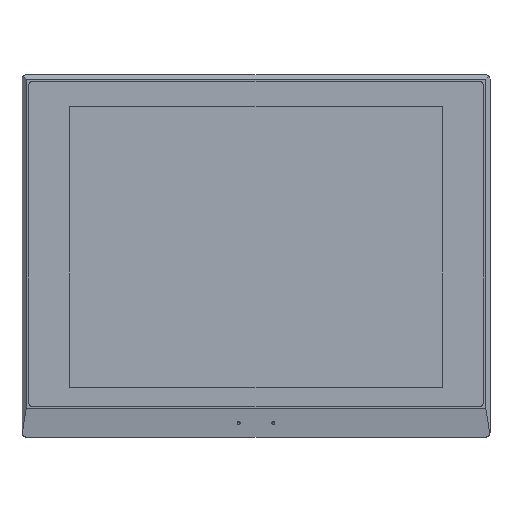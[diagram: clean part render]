
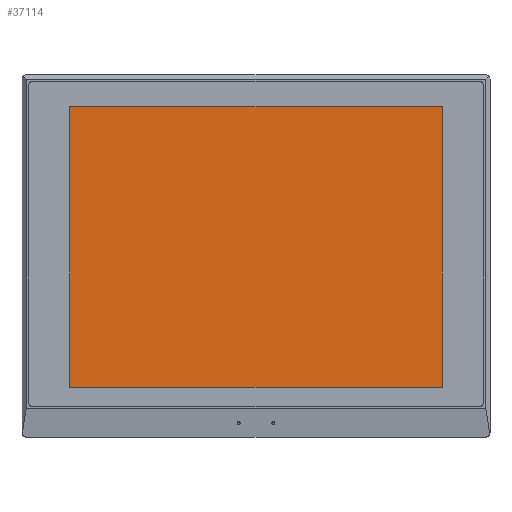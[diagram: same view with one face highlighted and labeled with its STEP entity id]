
A CAD part, top view. The second image highlights one B-rep face of the part: STEP entity #37114.
In plain terms, the highlighted planar face has unit normal (0, 0, 1).
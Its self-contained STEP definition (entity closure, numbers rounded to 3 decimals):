
#1512 = VECTOR ( 'NONE', #32033, 1000. ) ;
#1975 = LINE ( 'NONE', #32474, #1512 ) ;
#3137 = AXIS2_PLACEMENT_3D ( 'NONE', #22438, #22533, #22600 ) ;
#3647 = EDGE_CURVE ( 'NONE', #10643, #41520, #3793, .T. ) ;
#3793 = LINE ( 'NONE', #27911, #44508 ) ;
#5073 = LINE ( 'NONE', #11667, #41914 ) ;
#5101 = VECTOR ( 'NONE', #29194, 1000. ) ;
#6550 = CARTESIAN_POINT ( 'NONE',  ( -123.5, -93., 0.4 ) ) ;
#7287 = VERTEX_POINT ( 'NONE', #13371 ) ;
#10047 = EDGE_CURVE ( 'NONE', #41520, #7287, #1975, .T. ) ;
#10121 = EDGE_CURVE ( 'NONE', #16895, #10643, #37092, .T. ) ;
#10643 = VERTEX_POINT ( 'NONE', #42784 ) ;
#11614 = DIRECTION ( 'NONE',  ( 0., 1., 0. ) ) ;
#11667 = CARTESIAN_POINT ( 'NONE',  ( 123.5, -93., 0.4 ) ) ;
#11957 = EDGE_LOOP ( 'NONE', ( #16222, #13153, #30837, #35780 ) ) ;
#13153 = ORIENTED_EDGE ( 'NONE', *, *, #3647, .T. ) ;
#13371 = CARTESIAN_POINT ( 'NONE',  ( 123.5, -93., 0.4 ) ) ;
#16222 = ORIENTED_EDGE ( 'NONE', *, *, #10121, .T. ) ;
#16895 = VERTEX_POINT ( 'NONE', #42466 ) ;
#18098 = FACE_OUTER_BOUND ( 'NONE', #11957, .T. ) ;
#21151 = PLANE ( 'NONE',  #3137 ) ;
#22438 = CARTESIAN_POINT ( 'NONE',  ( 0., 0., 0.4 ) ) ;
#22533 = DIRECTION ( 'NONE',  ( 0., 0., 1. ) ) ;
#22600 = DIRECTION ( 'NONE',  ( 1., 0., 0. ) ) ;
#27911 = CARTESIAN_POINT ( 'NONE',  ( -123.5, 93., 0.4 ) ) ;
#28178 = DIRECTION ( 'NONE',  ( 0., -1., 0. ) ) ;
#28736 = CARTESIAN_POINT ( 'NONE',  ( 123.5, 93., 0.4 ) ) ;
#29194 = DIRECTION ( 'NONE',  ( -1., 0., 0. ) ) ;
#30837 = ORIENTED_EDGE ( 'NONE', *, *, #10047, .T. ) ;
#32033 = DIRECTION ( 'NONE',  ( 1., 0., 0. ) ) ;
#32474 = CARTESIAN_POINT ( 'NONE',  ( -123.5, -93., 0.4 ) ) ;
#35780 = ORIENTED_EDGE ( 'NONE', *, *, #41325, .T. ) ;
#37092 = LINE ( 'NONE', #28736, #5101 ) ;
#37114 = ADVANCED_FACE ( 'NONE', ( #18098 ), #21151, .T. ) ;
#41325 = EDGE_CURVE ( 'NONE', #7287, #16895, #5073, .T. ) ;
#41520 = VERTEX_POINT ( 'NONE', #6550 ) ;
#41914 = VECTOR ( 'NONE', #11614, 1000. ) ;
#42466 = CARTESIAN_POINT ( 'NONE',  ( 123.5, 93., 0.4 ) ) ;
#42784 = CARTESIAN_POINT ( 'NONE',  ( -123.5, 93., 0.4 ) ) ;
#44508 = VECTOR ( 'NONE', #28178, 1000. ) ;
